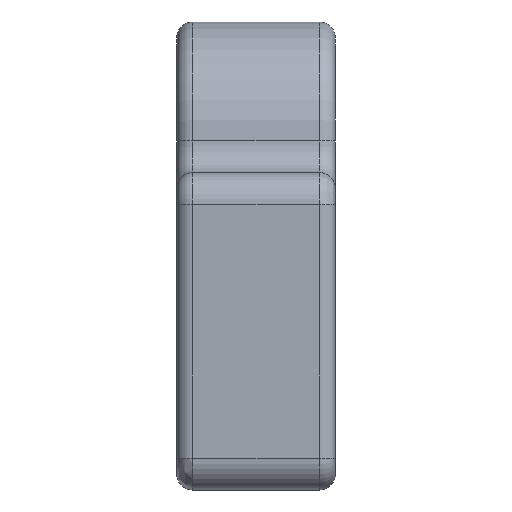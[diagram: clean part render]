
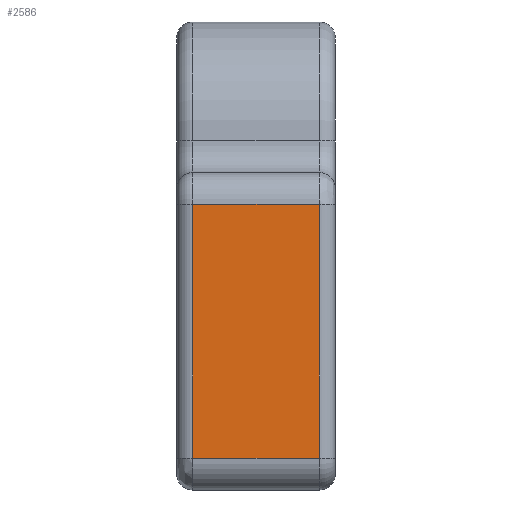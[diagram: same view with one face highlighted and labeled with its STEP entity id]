
A CAD part, left-side view. The second image highlights one B-rep face of the part: STEP entity #2586.
In plain terms, the highlighted planar face has unit normal (-1, 0, 0).
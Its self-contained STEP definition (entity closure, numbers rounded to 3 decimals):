
#799=DIRECTION('',(0.,0.,-1.));
#800=VECTOR('',#799,80.);
#801=CARTESIAN_POINT('',(-115.,5.,40.));
#802=LINE('',#801,#800);
#803=DIRECTION('',(0.,-1.,0.));
#804=VECTOR('',#803,40.);
#805=CARTESIAN_POINT('',(-115.,45.,-40.));
#806=LINE('',#805,#804);
#807=DIRECTION('',(0.,0.,1.));
#808=VECTOR('',#807,80.);
#809=CARTESIAN_POINT('',(-115.,45.,-40.));
#810=LINE('',#809,#808);
#811=DIRECTION('',(0.,-1.,0.));
#812=VECTOR('',#811,40.);
#813=CARTESIAN_POINT('',(-115.,45.,40.));
#814=LINE('',#813,#812);
#1278=CARTESIAN_POINT('',(-115.,45.,-40.));
#1280=VERTEX_POINT('',#1278);
#1281=CARTESIAN_POINT('',(-115.,45.,40.));
#1283=VERTEX_POINT('',#1281);
#1446=CARTESIAN_POINT('',(-115.,5.,40.));
#1448=VERTEX_POINT('',#1446);
#1451=CARTESIAN_POINT('',(-115.,5.,-40.));
#1452=VERTEX_POINT('',#1451);
#2574=CARTESIAN_POINT('',(-115.,0.,-50.));
#2575=DIRECTION('',(-1.,0.,0.));
#2576=DIRECTION('',(0.,0.,1.));
#2577=AXIS2_PLACEMENT_3D('',#2574,#2575,#2576);
#2578=PLANE('',#2577);
#2579=ORIENTED_EDGE('',*,*,#2503,.T.);
#2580=ORIENTED_EDGE('',*,*,#2542,.F.);
#2581=ORIENTED_EDGE('',*,*,#2427,.T.);
#2583=ORIENTED_EDGE('',*,*,#2582,.T.);
#2584=EDGE_LOOP('',(#2579,#2580,#2581,#2583));
#2585=FACE_OUTER_BOUND('',#2584,.F.);
#2586=ADVANCED_FACE('',(#2585),#2578,.T.);
#2427=EDGE_CURVE('',#1280,#1283,#810,.T.);
#2503=EDGE_CURVE('',#1448,#1452,#802,.T.);
#2542=EDGE_CURVE('',#1280,#1452,#806,.T.);
#2582=EDGE_CURVE('',#1283,#1448,#814,.T.);
